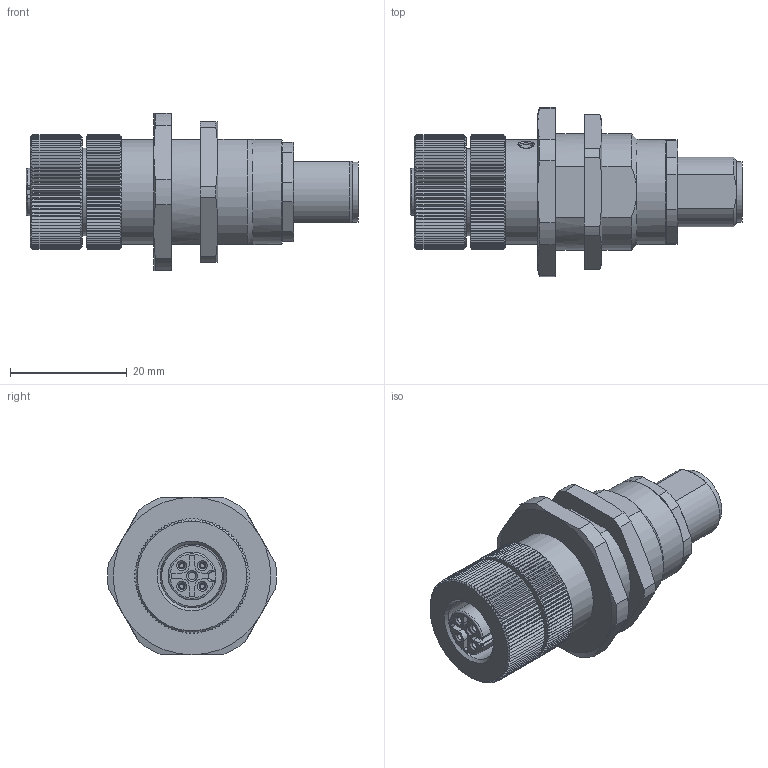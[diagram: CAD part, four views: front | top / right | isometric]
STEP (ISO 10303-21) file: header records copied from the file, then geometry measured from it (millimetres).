
FILE_DESCRIPTION(/* description */ (''),/* implementation_level */ '2;1');
FILE_NAME(/* name */ '09-5240-00-04_bg.stp',/* time_stamp */ '2010-09-13T07:31:12+02:00',/* author */ (''),/* organization */ (''),/* preprocessor_version */ 'ST-DEVELOPER v11',/* originating_system */ 'UGS - NX 5.0',/* authorisation */ '');
FILE_SCHEMA (('CONFIG_CONTROL_DESIGN'));
Length unit declared in the file: millimetre
Products named in the file (1): sgro46F4o6vs
Bounding box: 56.9 x 28.96 x 27 mm (x, y, z)
Volume: 14315.2 mm3; surface area: 7236.8 mm2
Topology: 1 solids, 1 shells, 990 faces, 2392 edges, 1451 vertices
Faces by surface type: plane 540, cone 260, cylinder 161, extrusion 16, sphere 6, torus 5, bspline 2
Full cylindrical faces by diameter (mm): 1 x4, 1.1 x4, 1.2 x1, 1.65 x4, 8.2 x1, 8.3 x1, 9 x1, 10.35 x1, 10.4 x1, 10.9 x1, 10.95 x1, 14.2 x1, 15 x1, 15.2 x1, 17 x1, 18 x2, 20 x1, 24 x1
Entity records: 29460 total; most frequent: CARTESIAN_POINT 8135, ORIENTED_EDGE 4610, DIRECTION 4011, EDGE_CURVE 2305, AXIS2_PLACEMENT_3D 1616, VERTEX_POINT 1423, EDGE_LOOP 1096, ADVANCED_FACE 990
